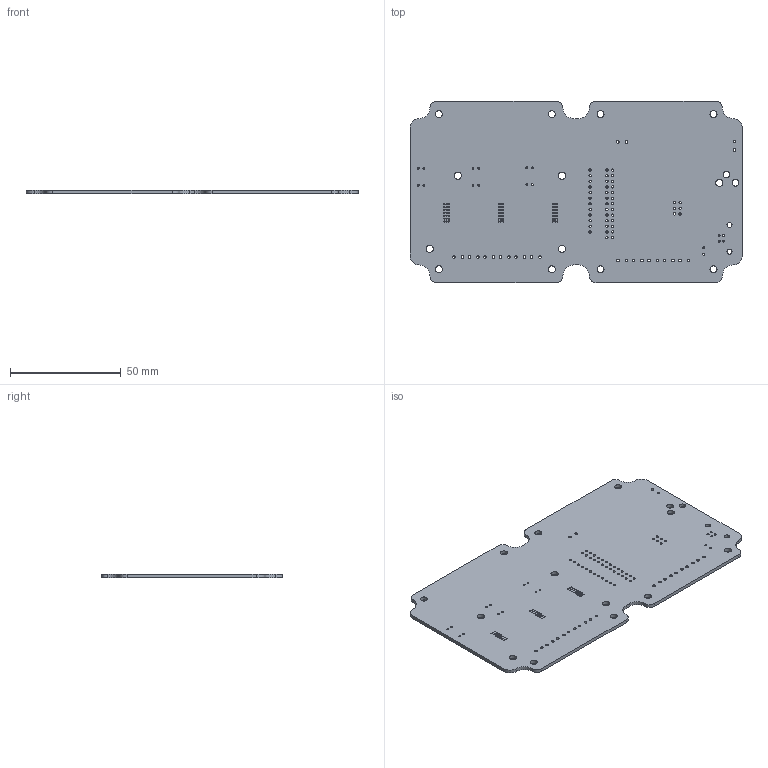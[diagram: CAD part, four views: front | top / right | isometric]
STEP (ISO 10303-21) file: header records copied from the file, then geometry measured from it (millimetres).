
FILE_DESCRIPTION(('KiCad electronic assembly'),'2;1');
FILE_NAME('kicadBoard.step','2022-11-07T00:05:37',('Pcbnew'),('Kicad'), 'Open CASCADE STEP processor 7.6','KiCad to STEP converter','Unknown' );
FILE_SCHEMA(('AUTOMOTIVE_DESIGN { 1 0 10303 214 1 1 1 1 }'));
Length unit declared in the file: millimetre
Products named in the file (2): kicadBoard 1; _autosave-kicadBoard PCB
Assembly tree (1 placements, depth 2):
  kicadBoard 1
    _autosave-kicadBoard PCB
Bounding box: 149.86 x 81.79 x 1.6 mm (x, y, z)
Volume: 18536.2 mm3; surface area: 24788.7 mm2
Topology: 1 solids, 1 shells, 198 faces, 588 edges, 392 vertices
Faces by surface type: cylinder 188, plane 10
Full cylindrical faces by diameter (mm): 0.508 x63, 0.8 x12, 0.85 x2, 0.914 x4, 1.016 x44, 1.2 x26, 2.286 x2, 2.997 x2, 3.175 x8, 3.2 x1, 3.302 x4
Entity records: 15231 total; most frequent: DIRECTION 2540, CARTESIAN_POINT 2356, ORIENTED_EDGE 1176, PCURVE 1176, DEFINITIONAL_REPRESENTATION 1176, LINE 1012, VECTOR 1012, CIRCLE 752
